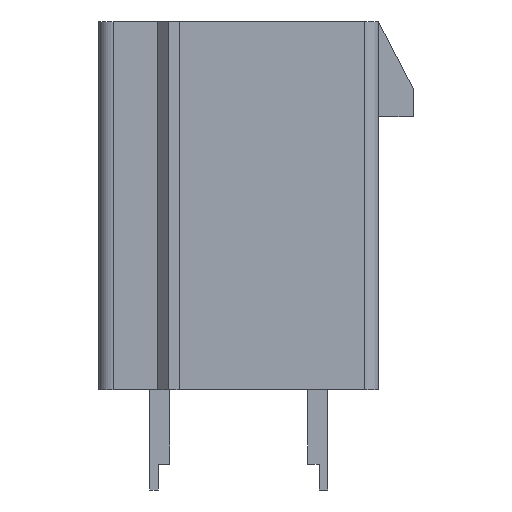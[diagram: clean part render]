
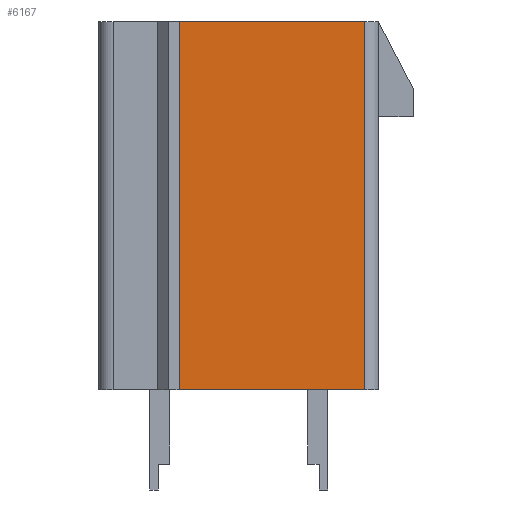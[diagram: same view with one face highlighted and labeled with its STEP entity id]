
A CAD part, left-side view. The second image highlights one B-rep face of the part: STEP entity #6167.
In plain terms, the highlighted planar face has unit normal (-1, 0, 0).
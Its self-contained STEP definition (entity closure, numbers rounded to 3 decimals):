
#147=DIRECTION('',(0.,-1.,0.));
#148=VECTOR('',#147,6.45);
#149=CARTESIAN_POINT('',(-23.7,2.075,0.));
#150=LINE('',#149,#148);
#706=DIRECTION('',(0.,0.,-1.));
#707=VECTOR('',#706,12.8);
#708=CARTESIAN_POINT('',(-23.7,2.075,0.));
#709=LINE('',#708,#707);
#710=DIRECTION('',(0.,0.,-1.));
#711=VECTOR('',#710,12.8);
#712=CARTESIAN_POINT('',(-23.7,-4.375,0.));
#713=LINE('',#712,#711);
#731=DIRECTION('',(0.,-1.,0.));
#732=VECTOR('',#731,6.45);
#733=CARTESIAN_POINT('',(-23.7,2.075,-12.8));
#734=LINE('',#733,#732);
#4292=CARTESIAN_POINT('',(-23.7,2.075,0.));
#4293=CARTESIAN_POINT('',(-23.7,-4.375,0.));
#4294=VERTEX_POINT('',#4292);
#4295=VERTEX_POINT('',#4293);
#4312=CARTESIAN_POINT('',(-23.7,2.075,-12.8));
#4313=CARTESIAN_POINT('',(-23.7,-4.375,-12.8));
#4314=VERTEX_POINT('',#4312);
#4315=VERTEX_POINT('',#4313);
#6154=CARTESIAN_POINT('',(-23.7,2.075,0.));
#6155=DIRECTION('',(-1.,0.,0.));
#6156=DIRECTION('',(0.,-1.,0.));
#6157=AXIS2_PLACEMENT_3D('',#6154,#6155,#6156);
#6158=PLANE('',#6157);
#6159=ORIENTED_EDGE('',*,*,#5677,.T.);
#6161=ORIENTED_EDGE('',*,*,#6160,.T.);
#6163=ORIENTED_EDGE('',*,*,#6162,.F.);
#6164=ORIENTED_EDGE('',*,*,#6146,.F.);
#6165=EDGE_LOOP('',(#6159,#6161,#6163,#6164));
#6166=FACE_OUTER_BOUND('',#6165,.F.);
#5677=EDGE_CURVE('',#4294,#4295,#150,.T.);
#6146=EDGE_CURVE('',#4294,#4314,#709,.T.);
#6160=EDGE_CURVE('',#4295,#4315,#713,.T.);
#6162=EDGE_CURVE('',#4314,#4315,#734,.T.);
#6167=ADVANCED_FACE('',(#6166),#6158,.T.);
